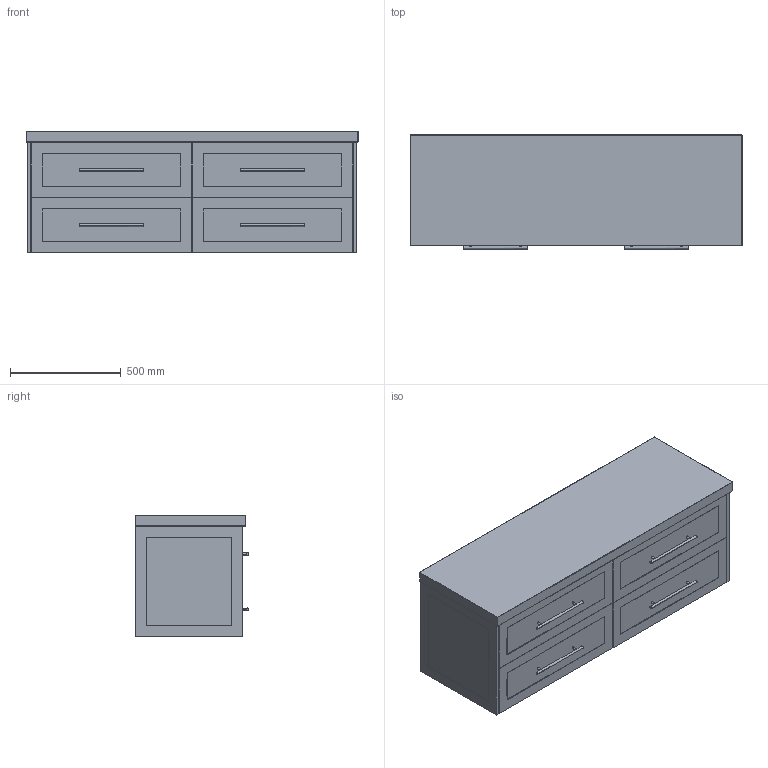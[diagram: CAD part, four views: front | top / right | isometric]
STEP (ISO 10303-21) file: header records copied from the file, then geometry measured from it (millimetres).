
FILE_DESCRIPTION(/* description */ (''),/* implementation_level */ '2;1');
FILE_NAME(/* name */ 'Kado Lux All-Drawer WH 1500 (50MM)',/* time_stamp */ '2025-07-09T14:57:07+10:00',/* author */ (''),/* organization */ (''),/* preprocessor_version */ 'ST-DEVELOPER v16.5',/* originating_system */ '',/* authorisation */ '');
FILE_SCHEMA (('AUTOMOTIVE_DESIGN'));
Length unit declared in the file: millimetre
Products named in the file (9): Document; Kado Lux All-Drawer WH 1500 (50MM); Kado Lux All-Drawer (Wall Hung)31; Kado Lux All-Drawer WH ALL CARCASS2930; Kado Lux All-Drawer WH 1500 Carcass28; Cross Bar handle 2247; Kado Lux All-Drawer WH 1500 Carcass9; Blank Benchtops ALL101112131415161718192021222324252627; 1500 Benchtop (50mm)2345
Assembly tree (11 placements, depth 6):
  Document
    Kado Lux All-Drawer WH 1500 (50MM)
      Kado Lux All-Drawer (Wall Hung)31
        Kado Lux All-Drawer WH ALL CARCASS2930
          Kado Lux All-Drawer WH 1500 Carcass28
            Cross Bar handle 2247  x4
            Kado Lux All-Drawer WH 1500 Carcass9
      Blank Benchtops ALL101112131415161718192021222324252627
        1500 Benchtop (50mm)2345
Bounding box: 1500 x 515 x 550 mm (x, y, z)
Volume: 53732999 mm3; surface area: 9668473 mm2
Topology: 12 solids, 12 shells, 201 faces, 437 edges, 270 vertices
Faces by surface type: plane 112, cylinder 67, bspline 22
Entity records: 4679 total; most frequent: CARTESIAN_POINT 1832, ORIENTED_EDGE 694, EDGE_CURVE 347, B_SPLINE_CURVE_WITH_KNOTS 251, VERTEX_POINT 222, DIRECTION 195, EDGE_LOOP 191, AXIS2_PLACEMENT_3D 172
